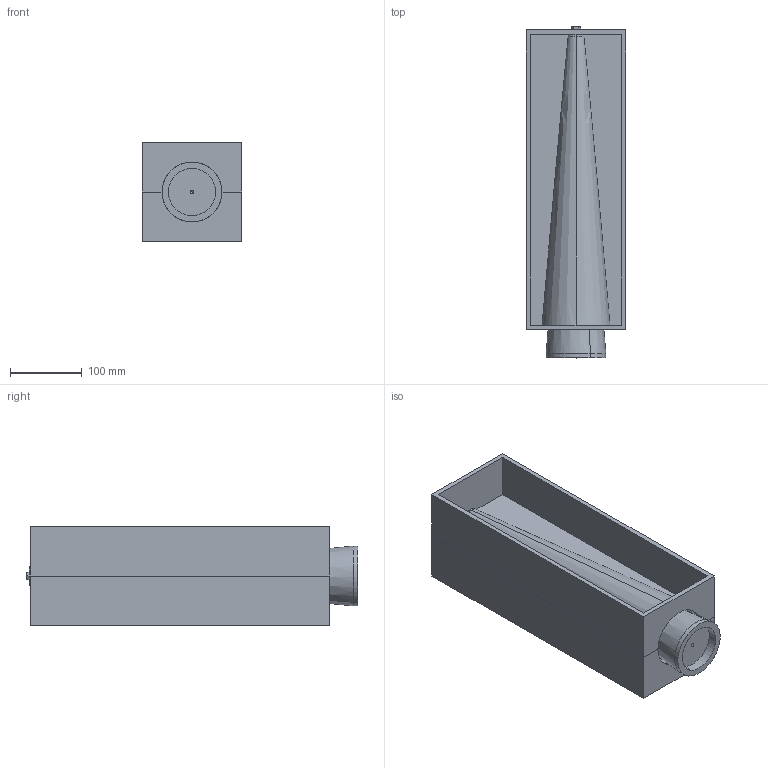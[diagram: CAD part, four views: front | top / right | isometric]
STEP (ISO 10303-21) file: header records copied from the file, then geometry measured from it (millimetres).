
FILE_DESCRIPTION(('CATIA V5 STEP Exchange','CAx-IF Rec.Pracs.--- Model Styling and Organization---1.4--- 2014-01-23','CAx-IF Rec.Pracs.---3D Tessellated Data Validation Properties---0.5---2014-09-14'),'2;1');
FILE_NAME('moldassembly.stp','2024-11-25T22:30:05+00:00',('none'),('none'),'CATIA Version 5-6 Release 2019 SP6','CATIA V5 STEP AP242 v1','none');
FILE_SCHEMA(('AP242_MANAGED_MODEL_BASED_3D_ENGINEERING_MIM_LF {1 0 10303 442 1 1 4}'));
Length unit declared in the file: millimetre
Products named in the file (8): Product2; Part1; Copy (1) of Part1; femalemold; Symmetry of femalemold; cone; 91236A550_Low-Strength Zinc-Plated Steel Hex Head Screw; 90313A107_18-8 Stainless Steel Oversized Washer
Assembly tree (7 placements, depth 2):
  Product2
    Part1
    Copy (1) of Part1
    femalemold
    Symmetry of femalemold
    cone
    91236A550_Low-Strength Zinc-Plated Steel Hex Head Screw
    90313A107_18-8 Stainless Steel Oversized Washer
Bounding box: 139.7 x 464.2 x 139.7 mm (x, y, z)
Volume: 2733936.3 mm3; surface area: 730049.2 mm2
Topology: 7 solids, 7 shells, 510 faces, 1153 edges, 659 vertices
Faces by surface type: bspline 356, cylinder 65, plane 46, cone 35, torus 8
Entity records: 13582 total; most frequent: CARTESIAN_POINT 6297, ORIENTED_EDGE 2290, EDGE_CURVE 1145, VERTEX_POINT 659, EDGE_LOOP 524, ADVANCED_FACE 510, FACE_OUTER_BOUND 510, DIRECTION 475
